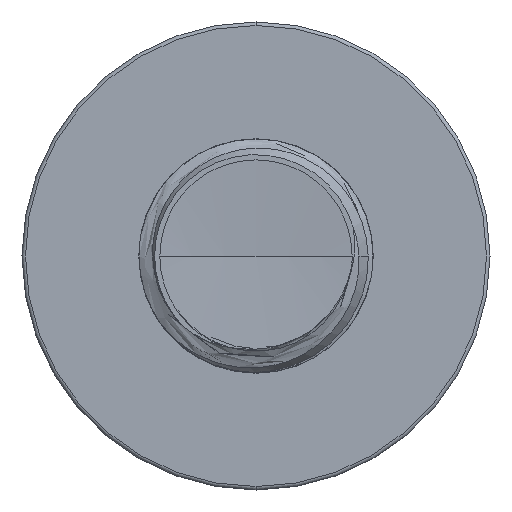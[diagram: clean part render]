
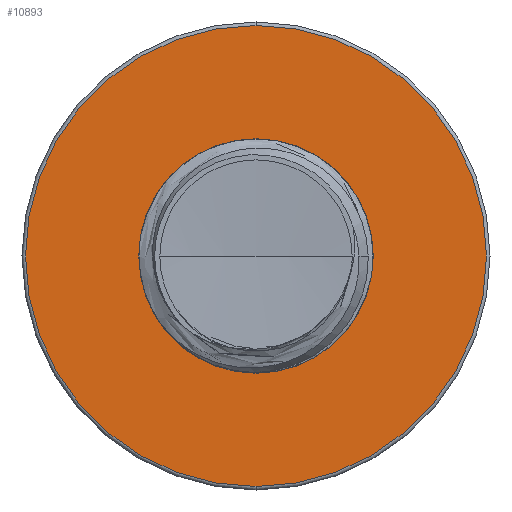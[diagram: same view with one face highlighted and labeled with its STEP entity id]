
A CAD part, front view. The second image highlights one B-rep face of the part: STEP entity #10893.
In plain terms, the highlighted planar face has unit normal (0, -1, 0).
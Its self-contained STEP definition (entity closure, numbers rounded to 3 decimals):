
#129 = DIRECTION ( 'NONE',  ( 0., -1., 0. ) ) ;
#165 = AXIS2_PLACEMENT_3D ( 'NONE', #17839, #23310, #12275 ) ;
#229 = CARTESIAN_POINT ( 'NONE',  ( 0., 7., -1.754 ) ) ;
#604 = CIRCLE ( 'NONE', #4392, 1.754 ) ;
#633 = EDGE_LOOP ( 'NONE', ( #19960, #11247 ) ) ;
#1498 = AXIS2_PLACEMENT_3D ( 'NONE', #21873, #10703, #23604 ) ;
#4064 = CARTESIAN_POINT ( 'NONE',  ( 0., 7., 0. ) ) ;
#4392 = AXIS2_PLACEMENT_3D ( 'NONE', #22281, #11164, #24004 ) ;
#5593 = CIRCLE ( 'NONE', #24079, 3.447 ) ;
#6133 = DIRECTION ( 'NONE',  ( 0., 0., -1. ) ) ;
#7232 = CARTESIAN_POINT ( 'NONE',  ( 0., 7., 3.447 ) ) ;
#7449 = CIRCLE ( 'NONE', #1498, 3.447 ) ;
#8038 = FACE_BOUND ( 'NONE', #633, .T. ) ;
#9215 = AXIS2_PLACEMENT_3D ( 'NONE', #4064, #17542, #6133 ) ;
#9777 = VERTEX_POINT ( 'NONE', #229 ) ;
#10037 = CARTESIAN_POINT ( 'NONE',  ( 0., 7., 1.754 ) ) ;
#10703 = DIRECTION ( 'NONE',  ( 0., -1., 0. ) ) ;
#10893 = ADVANCED_FACE ( 'NONE', ( #13188, #8038 ), #21573, .T. ) ;
#11054 = EDGE_CURVE ( 'NONE', #22580, #13044, #7449, .T. ) ;
#11164 = DIRECTION ( 'NONE',  ( 0., -1., 0. ) ) ;
#11247 = ORIENTED_EDGE ( 'NONE', *, *, #19721, .F. ) ;
#11818 = CARTESIAN_POINT ( 'NONE',  ( 0., 7., 0. ) ) ;
#12194 = CIRCLE ( 'NONE', #9215, 1.754 ) ;
#12275 = DIRECTION ( 'NONE',  ( 0., 0., -1. ) ) ;
#13044 = VERTEX_POINT ( 'NONE', #21625 ) ;
#13188 = FACE_OUTER_BOUND ( 'NONE', #24494, .T. ) ;
#13749 = DIRECTION ( 'NONE',  ( 0., 0., -1. ) ) ;
#13834 = EDGE_CURVE ( 'NONE', #13044, #22580, #5593, .T. ) ;
#17542 = DIRECTION ( 'NONE',  ( 0., -1., 0. ) ) ;
#17839 = CARTESIAN_POINT ( 'NONE',  ( 0., 7., 1.754 ) ) ;
#18831 = VERTEX_POINT ( 'NONE', #10037 ) ;
#19721 = EDGE_CURVE ( 'NONE', #18831, #9777, #12194, .T. ) ;
#19960 = ORIENTED_EDGE ( 'NONE', *, *, #22517, .F. ) ;
#21573 = PLANE ( 'NONE',  #165 ) ;
#21625 = CARTESIAN_POINT ( 'NONE',  ( 0., 7., -3.447 ) ) ;
#21873 = CARTESIAN_POINT ( 'NONE',  ( 0., 7., 0. ) ) ;
#21973 = ORIENTED_EDGE ( 'NONE', *, *, #13834, .T. ) ;
#22281 = CARTESIAN_POINT ( 'NONE',  ( 0., 7., 0. ) ) ;
#22517 = EDGE_CURVE ( 'NONE', #9777, #18831, #604, .T. ) ;
#22580 = VERTEX_POINT ( 'NONE', #7232 ) ;
#23310 = DIRECTION ( 'NONE',  ( 0., -1., 0. ) ) ;
#23604 = DIRECTION ( 'NONE',  ( 0., 0., -1. ) ) ;
#24004 = DIRECTION ( 'NONE',  ( 0., 0., -1. ) ) ;
#24079 = AXIS2_PLACEMENT_3D ( 'NONE', #11818, #129, #13749 ) ;
#24215 = ORIENTED_EDGE ( 'NONE', *, *, #11054, .T. ) ;
#24494 = EDGE_LOOP ( 'NONE', ( #21973, #24215 ) ) ;
